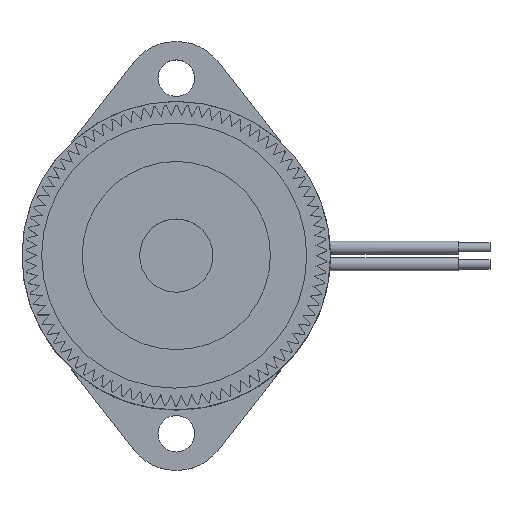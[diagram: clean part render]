
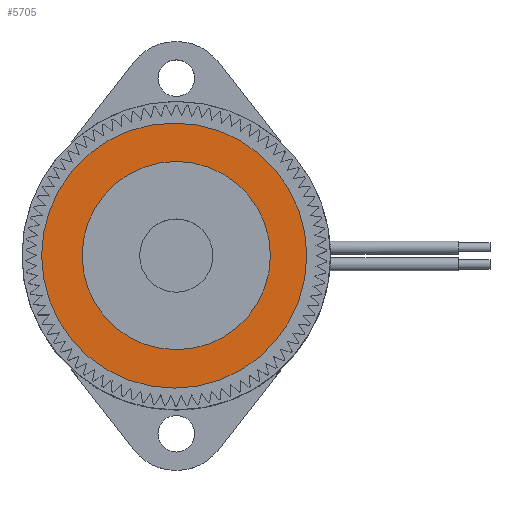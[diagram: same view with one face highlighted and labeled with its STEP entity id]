
A CAD part, top view. The second image highlights one B-rep face of the part: STEP entity #5705.
In plain terms, the highlighted planar face has unit normal (0, 0, 1).
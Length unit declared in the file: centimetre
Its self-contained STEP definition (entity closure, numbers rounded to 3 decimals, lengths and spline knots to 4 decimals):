
#1994=VERTEX_POINT('',#8817);
#1995=VERTEX_POINT('',#8820);
#2047=CIRCLE('',#5982,0.8675);
#2048=CIRCLE('',#5984,1.2675);
#2923=EDGE_CURVE('',#1994,#1994,#2047,.T.);
#2924=EDGE_CURVE('',#1995,#1995,#2048,.T.);
#4675=ORIENTED_EDGE('',*,*,#2923,.T.);
#4676=ORIENTED_EDGE('',*,*,#2924,.F.);
#5031=EDGE_LOOP('',(#4675));
#5032=EDGE_LOOP('',(#4676));
#5387=FACE_BOUND('',#5031,.T.);
#5388=FACE_BOUND('',#5032,.T.);
#5705=ADVANCED_FACE('',(#5387,#5388),#9027,.T.);
#5982=AXIS2_PLACEMENT_3D('',#8816,#6978,#6979);
#5984=AXIS2_PLACEMENT_3D('',#8819,#6982,#6983);
#5985=AXIS2_PLACEMENT_3D('',#8821,#6984,$);
#6978=DIRECTION('',(0.,0.,-1.));
#6979=DIRECTION('',(0.868,0.,0.));
#6982=DIRECTION('',(0.,0.,-1.));
#6983=DIRECTION('',(1.268,0.,0.));
#6984=DIRECTION('',(0.,0.,1.));
#8816=CARTESIAN_POINT('',(0.,0.,0.65));
#8817=CARTESIAN_POINT('',(0.8675,0.,0.65));
#8819=CARTESIAN_POINT('',(-0.0198,0.,0.65));
#8820=CARTESIAN_POINT('',(1.2477,0.,0.65));
#8821=CARTESIAN_POINT('',(-0.0198,0.,0.65));
#9027=PLANE('',#5985);
